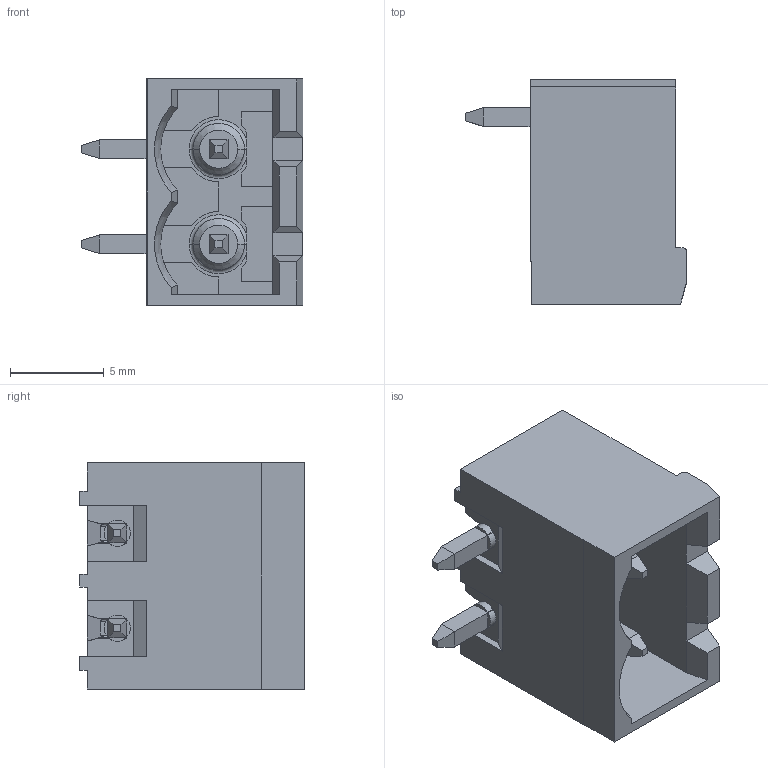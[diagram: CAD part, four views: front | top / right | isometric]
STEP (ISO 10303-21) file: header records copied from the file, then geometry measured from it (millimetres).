
FILE_DESCRIPTION((''),'2;1');
FILE_NAME('CIM029P5','2020-03-03T',('borraf'),(''),'PRO/ENGINEER BY PARAMETRIC TECHNOLOGY CORPORATION, 2013320','PRO/ENGINEER BY PARAMETRIC TECHNOLOGY CORPORATION, 2013320','');
FILE_SCHEMA(('AUTOMOTIVE_DESIGN { 1 0 10303 214 1 1 1 1 }'));
Length unit declared in the file: millimetre
Products named in the file (1): CIM029P5
Bounding box: 11.85 x 12 x 12.08 mm (x, y, z)
Volume: 525.4 mm3; surface area: 1231.8 mm2
Topology: 1 solids, 1 shells, 243 faces, 713 edges, 466 vertices
Faces by surface type: plane 179, cylinder 54, cone 6, torus 4
Entity records: 10552 total; most frequent: CARTESIAN_POINT 1518, ORIENTED_EDGE 1426, DIRECTION 1345, PRESENTATION_STYLE_ASSIGNMENT 714, STYLED_ITEM 714, CURVE_STYLE 713, EDGE_CURVE 713, VECTOR 527
